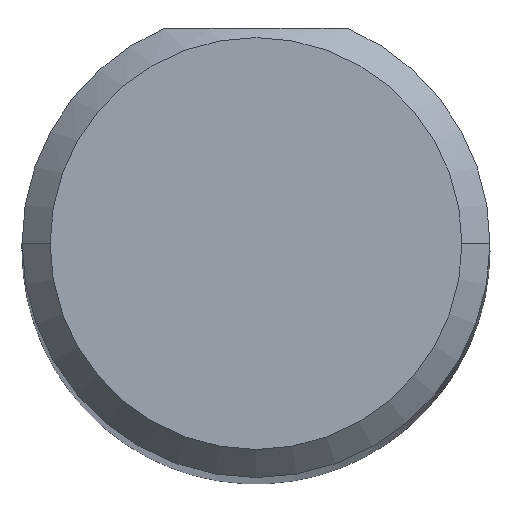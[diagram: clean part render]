
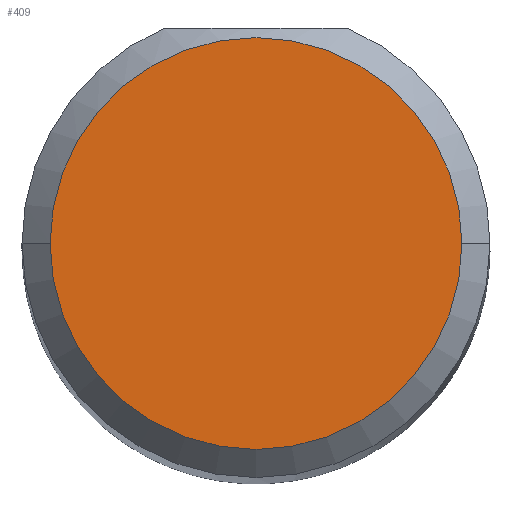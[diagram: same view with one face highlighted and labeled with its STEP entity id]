
A CAD part, top view. The second image highlights one B-rep face of the part: STEP entity #409.
In plain terms, the highlighted planar face has unit normal (0, 0, 1).
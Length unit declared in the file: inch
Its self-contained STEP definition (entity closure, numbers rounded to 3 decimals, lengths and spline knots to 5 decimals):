
#3 = DIRECTION ( 'NONE',  ( 1., 0., 0. ) ) ;
#9 = VERTEX_POINT ( 'NONE', #304 ) ;
#44 = DIRECTION ( 'NONE',  ( 0., 0., 1. ) ) ;
#67 = PLANE ( 'NONE',  #260 ) ;
#101 = ORIENTED_EDGE ( 'NONE', *, *, #227, .T. ) ;
#165 = ORIENTED_EDGE ( 'NONE', *, *, #383, .T. ) ;
#174 = DIRECTION ( 'NONE',  ( 1., 0., 0. ) ) ;
#186 = VERTEX_POINT ( 'NONE', #604 ) ;
#227 = EDGE_CURVE ( 'NONE', #186, #9, #619, .T. ) ;
#235 = CIRCLE ( 'NONE', #574, 0.11 ) ;
#260 = AXIS2_PLACEMENT_3D ( 'NONE', #518, #512, #3 ) ;
#304 = CARTESIAN_POINT ( 'NONE',  ( 0.11, 0., 2.5 ) ) ;
#319 = CARTESIAN_POINT ( 'NONE',  ( 0., 0., 2.5 ) ) ;
#383 = EDGE_CURVE ( 'NONE', #9, #186, #235, .T. ) ;
#409 = ADVANCED_FACE ( 'NONE', ( #568 ), #67, .T. ) ;
#412 = CARTESIAN_POINT ( 'NONE',  ( 0., 0., 2.5 ) ) ;
#460 = DIRECTION ( 'NONE',  ( 0., 0., 1. ) ) ;
#465 = EDGE_LOOP ( 'NONE', ( #101, #165 ) ) ;
#485 = AXIS2_PLACEMENT_3D ( 'NONE', #319, #44, #672 ) ;
#512 = DIRECTION ( 'NONE',  ( 0., 0., 1. ) ) ;
#518 = CARTESIAN_POINT ( 'NONE',  ( 0., 0., 2.5 ) ) ;
#568 = FACE_OUTER_BOUND ( 'NONE', #465, .T. ) ;
#574 = AXIS2_PLACEMENT_3D ( 'NONE', #412, #460, #174 ) ;
#604 = CARTESIAN_POINT ( 'NONE',  ( -0.11, 0., 2.5 ) ) ;
#619 = CIRCLE ( 'NONE', #485, 0.11 ) ;
#672 = DIRECTION ( 'NONE',  ( 1., 0., 0. ) ) ;
